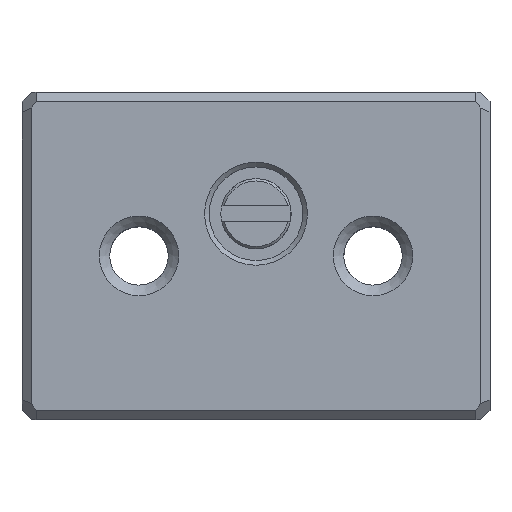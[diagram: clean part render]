
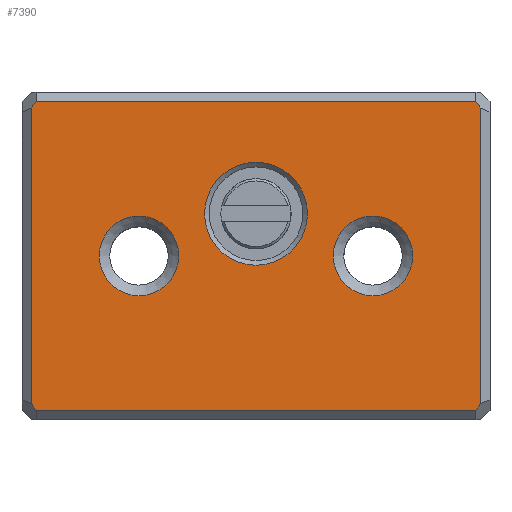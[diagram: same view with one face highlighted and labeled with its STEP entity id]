
A CAD part, top view. The second image highlights one B-rep face of the part: STEP entity #7390.
In plain terms, the highlighted planar face has unit normal (0, 0, 1).
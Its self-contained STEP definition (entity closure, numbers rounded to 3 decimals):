
#6847=FACE_BOUND('',#9986,.T.);
#6848=FACE_BOUND('',#9987,.T.);
#6849=FACE_BOUND('',#9988,.T.);
#6850=FACE_BOUND('',#9989,.T.);
#7390=ADVANCED_FACE('',(#6847,#6848,#6849,#6850),#8313,.F.);
#8313=PLANE('',#24367);
#9986=EDGE_LOOP('',(#11876));
#9987=EDGE_LOOP('',(#11877));
#9988=EDGE_LOOP('',(#11878));
#9989=EDGE_LOOP('',(#11879,#11880,#11881,#11882,#11883,#11884,#11885,#11886));
#10910=CIRCLE('',#24364,1.1);
#10911=CIRCLE('',#24365,0.85);
#10912=CIRCLE('',#24366,0.85);
#11876=ORIENTED_EDGE('',*,*,#18496,.T.);
#11877=ORIENTED_EDGE('',*,*,#18497,.T.);
#11878=ORIENTED_EDGE('',*,*,#18498,.T.);
#11879=ORIENTED_EDGE('',*,*,#18499,.T.);
#11880=ORIENTED_EDGE('',*,*,#18500,.T.);
#11881=ORIENTED_EDGE('',*,*,#18501,.T.);
#11882=ORIENTED_EDGE('',*,*,#18502,.T.);
#11883=ORIENTED_EDGE('',*,*,#18503,.T.);
#11884=ORIENTED_EDGE('',*,*,#18504,.T.);
#11885=ORIENTED_EDGE('',*,*,#18505,.T.);
#11886=ORIENTED_EDGE('',*,*,#18506,.T.);
#16756=VERTEX_POINT('',#30983);
#16757=VERTEX_POINT('',#30985);
#16758=VERTEX_POINT('',#30987);
#16759=VERTEX_POINT('',#30989);
#16760=VERTEX_POINT('',#30990);
#16761=VERTEX_POINT('',#30992);
#16762=VERTEX_POINT('',#30994);
#16763=VERTEX_POINT('',#30996);
#16764=VERTEX_POINT('',#30998);
#16765=VERTEX_POINT('',#31000);
#16766=VERTEX_POINT('',#31002);
#18496=EDGE_CURVE('',#16756,#16756,#10910,.T.);
#18497=EDGE_CURVE('',#16757,#16757,#10911,.T.);
#18498=EDGE_CURVE('',#16758,#16758,#10912,.T.);
#18499=EDGE_CURVE('',#16759,#16760,#20826,.T.);
#18500=EDGE_CURVE('',#16760,#16761,#20827,.T.);
#18501=EDGE_CURVE('',#16761,#16762,#20828,.T.);
#18502=EDGE_CURVE('',#16762,#16763,#20829,.T.);
#18503=EDGE_CURVE('',#16763,#16764,#20830,.T.);
#18504=EDGE_CURVE('',#16764,#16765,#20831,.T.);
#18505=EDGE_CURVE('',#16765,#16766,#20832,.T.);
#18506=EDGE_CURVE('',#16766,#16759,#20833,.T.);
#20826=LINE('',#30988,#22866);
#20827=LINE('',#30991,#22867);
#20828=LINE('',#30993,#22868);
#20829=LINE('',#30995,#22869);
#20830=LINE('',#30997,#22870);
#20831=LINE('',#30999,#22871);
#20832=LINE('',#31001,#22872);
#20833=LINE('',#31003,#22873);
#22866=VECTOR('',#25938,1.);
#22867=VECTOR('',#25939,1.);
#22868=VECTOR('',#25940,1.);
#22869=VECTOR('',#25941,1.);
#22870=VECTOR('',#25942,1.);
#22871=VECTOR('',#25943,1.);
#22872=VECTOR('',#25944,1.);
#22873=VECTOR('',#25945,1.);
#24364=AXIS2_PLACEMENT_3D('',#30982,#25932,#25933);
#24365=AXIS2_PLACEMENT_3D('',#30984,#25934,#25935);
#24366=AXIS2_PLACEMENT_3D('',#30986,#25936,#25937);
#24367=AXIS2_PLACEMENT_3D('',#31004,#25946,#25947);
#25932=DIRECTION('',(0.,0.,-1.));
#25933=DIRECTION('',(-1.,0.,0.));
#25934=DIRECTION('',(0.,0.,-1.));
#25935=DIRECTION('',(-1.,0.,0.));
#25936=DIRECTION('',(0.,0.,-1.));
#25937=DIRECTION('',(-1.,0.,0.));
#25938=DIRECTION('',(-0.577,-0.816,0.));
#25939=DIRECTION('',(0.,-1.,0.));
#25940=DIRECTION('',(0.577,-0.816,0.));
#25941=DIRECTION('',(1.,0.,0.));
#25942=DIRECTION('',(0.577,0.816,0.));
#25943=DIRECTION('',(0.,1.,0.));
#25944=DIRECTION('',(-0.577,0.816,0.));
#25945=DIRECTION('',(-1.,0.,0.));
#25946=DIRECTION('',(0.,0.,-1.));
#25947=DIRECTION('',(1.,0.,0.));
#30982=CARTESIAN_POINT('',(0.,0.9,4.));
#30983=CARTESIAN_POINT('',(-1.1,0.9,4.));
#30984=CARTESIAN_POINT('',(2.5,0.,4.));
#30985=CARTESIAN_POINT('',(1.65,0.,4.));
#30986=CARTESIAN_POINT('',(-2.5,0.,4.));
#30987=CARTESIAN_POINT('',(-3.35,0.,4.));
#30988=CARTESIAN_POINT('',(-4.735,3.25,4.));
#30989=CARTESIAN_POINT('',(-4.7,3.3,4.));
#30990=CARTESIAN_POINT('',(-4.8,3.159,4.));
#30991=CARTESIAN_POINT('',(-4.8,3.5,4.));
#30992=CARTESIAN_POINT('',(-4.8,-3.159,4.));
#30993=CARTESIAN_POINT('',(-4.735,-3.25,4.));
#30994=CARTESIAN_POINT('',(-4.7,-3.3,4.));
#30995=CARTESIAN_POINT('',(5.,-3.3,4.));
#30996=CARTESIAN_POINT('',(4.7,-3.3,4.));
#30997=CARTESIAN_POINT('',(4.735,-3.25,4.));
#30998=CARTESIAN_POINT('',(4.8,-3.159,4.));
#30999=CARTESIAN_POINT('',(4.8,2.876,4.));
#31000=CARTESIAN_POINT('',(4.8,3.159,4.));
#31001=CARTESIAN_POINT('',(4.735,3.25,4.));
#31002=CARTESIAN_POINT('',(4.7,3.3,4.));
#31003=CARTESIAN_POINT('',(5.,3.3,4.));
#31004=CARTESIAN_POINT('',(5.,3.5,4.));
